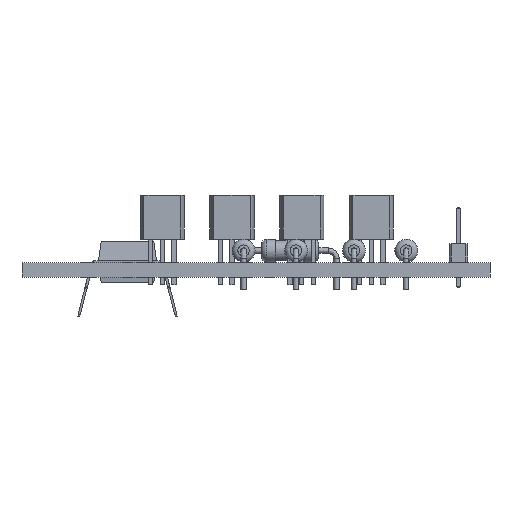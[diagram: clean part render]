
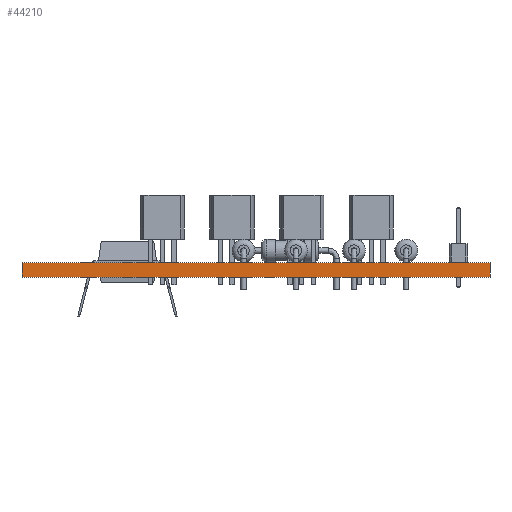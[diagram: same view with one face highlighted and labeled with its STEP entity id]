
A CAD part, front view. The second image highlights one B-rep face of the part: STEP entity #44210.
In plain terms, the highlighted planar face has unit normal (0, -1, 0).
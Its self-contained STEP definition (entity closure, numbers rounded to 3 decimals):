
#44094 = EDGE_CURVE('',#44095,#44097,#44099,.T.);
#44095 = VERTEX_POINT('',#44096);
#44096 = CARTESIAN_POINT('',(-25.588,-48.05,0.));
#44097 = VERTEX_POINT('',#44098);
#44098 = CARTESIAN_POINT('',(-25.588,-48.05,1.6));
#44099 = SURFACE_CURVE('',#44100,(#44104,#44116),.PCURVE_S1.);
#44100 = LINE('',#44101,#44102);
#44101 = CARTESIAN_POINT('',(-25.588,-48.05,0.));
#44102 = VECTOR('',#44103,1.);
#44103 = DIRECTION('',(0.,0.,1.));
#44104 = PCURVE('',#44105,#44110);
#44105 = PLANE('',#44106);
#44106 = AXIS2_PLACEMENT_3D('',#44107,#44108,#44109);
#44107 = CARTESIAN_POINT('',(-25.588,-48.05,0.));
#44108 = DIRECTION('',(-1.,0.,0.));
#44109 = DIRECTION('',(0.,1.,0.));
#44110 = DEFINITIONAL_REPRESENTATION('',(#44111),#44115);
#44111 = LINE('',#44112,#44113);
#44112 = CARTESIAN_POINT('',(0.,0.));
#44113 = VECTOR('',#44114,1.);
#44114 = DIRECTION('',(0.,-1.));
#44115 = ( GEOMETRIC_REPRESENTATION_CONTEXT(2) 
PARAMETRIC_REPRESENTATION_CONTEXT() REPRESENTATION_CONTEXT('2D SPACE',''
  ) );
#44116 = PCURVE('',#44117,#44122);
#44117 = PLANE('',#44118);
#44118 = AXIS2_PLACEMENT_3D('',#44119,#44120,#44121);
#44119 = CARTESIAN_POINT('',(25.588,-48.05,0.));
#44120 = DIRECTION('',(0.,-1.,0.));
#44121 = DIRECTION('',(-1.,0.,0.));
#44122 = DEFINITIONAL_REPRESENTATION('',(#44123),#44127);
#44123 = LINE('',#44124,#44125);
#44124 = CARTESIAN_POINT('',(51.175,0.));
#44125 = VECTOR('',#44126,1.);
#44126 = DIRECTION('',(0.,-1.));
#44127 = ( GEOMETRIC_REPRESENTATION_CONTEXT(2) 
PARAMETRIC_REPRESENTATION_CONTEXT() REPRESENTATION_CONTEXT('2D SPACE',''
  ) );
#44145 = PLANE('',#44146);
#44146 = AXIS2_PLACEMENT_3D('',#44147,#44148,#44149);
#44147 = CARTESIAN_POINT('',(0.,0.,1.6));
#44148 = DIRECTION('',(-0.,-0.,-1.));
#44149 = DIRECTION('',(-1.,0.,0.));
#44199 = PLANE('',#44200);
#44200 = AXIS2_PLACEMENT_3D('',#44201,#44202,#44203);
#44201 = CARTESIAN_POINT('',(0.,0.,0.));
#44202 = DIRECTION('',(-0.,-0.,-1.));
#44203 = DIRECTION('',(-1.,0.,0.));
#44210 = ADVANCED_FACE('',(#44211),#44117,.T.);
#44211 = FACE_BOUND('',#44212,.T.);
#44212 = EDGE_LOOP('',(#44213,#44243,#44264,#44265));
#44213 = ORIENTED_EDGE('',*,*,#44214,.T.);
#44214 = EDGE_CURVE('',#44215,#44217,#44219,.T.);
#44215 = VERTEX_POINT('',#44216);
#44216 = CARTESIAN_POINT('',(25.588,-48.05,0.));
#44217 = VERTEX_POINT('',#44218);
#44218 = CARTESIAN_POINT('',(25.588,-48.05,1.6));
#44219 = SURFACE_CURVE('',#44220,(#44224,#44231),.PCURVE_S1.);
#44220 = LINE('',#44221,#44222);
#44221 = CARTESIAN_POINT('',(25.588,-48.05,0.));
#44222 = VECTOR('',#44223,1.);
#44223 = DIRECTION('',(0.,0.,1.));
#44224 = PCURVE('',#44117,#44225);
#44225 = DEFINITIONAL_REPRESENTATION('',(#44226),#44230);
#44226 = LINE('',#44227,#44228);
#44227 = CARTESIAN_POINT('',(0.,-0.));
#44228 = VECTOR('',#44229,1.);
#44229 = DIRECTION('',(0.,-1.));
#44230 = ( GEOMETRIC_REPRESENTATION_CONTEXT(2) 
PARAMETRIC_REPRESENTATION_CONTEXT() REPRESENTATION_CONTEXT('2D SPACE',''
  ) );
#44231 = PCURVE('',#44232,#44237);
#44232 = PLANE('',#44233);
#44233 = AXIS2_PLACEMENT_3D('',#44234,#44235,#44236);
#44234 = CARTESIAN_POINT('',(25.588,48.05,0.));
#44235 = DIRECTION('',(1.,0.,-0.));
#44236 = DIRECTION('',(0.,-1.,0.));
#44237 = DEFINITIONAL_REPRESENTATION('',(#44238),#44242);
#44238 = LINE('',#44239,#44240);
#44239 = CARTESIAN_POINT('',(96.1,0.));
#44240 = VECTOR('',#44241,1.);
#44241 = DIRECTION('',(0.,-1.));
#44242 = ( GEOMETRIC_REPRESENTATION_CONTEXT(2) 
PARAMETRIC_REPRESENTATION_CONTEXT() REPRESENTATION_CONTEXT('2D SPACE',''
  ) );
#44243 = ORIENTED_EDGE('',*,*,#44244,.T.);
#44244 = EDGE_CURVE('',#44217,#44097,#44245,.T.);
#44245 = SURFACE_CURVE('',#44246,(#44250,#44257),.PCURVE_S1.);
#44246 = LINE('',#44247,#44248);
#44247 = CARTESIAN_POINT('',(25.588,-48.05,1.6));
#44248 = VECTOR('',#44249,1.);
#44249 = DIRECTION('',(-1.,0.,0.));
#44250 = PCURVE('',#44117,#44251);
#44251 = DEFINITIONAL_REPRESENTATION('',(#44252),#44256);
#44252 = LINE('',#44253,#44254);
#44253 = CARTESIAN_POINT('',(0.,-1.6));
#44254 = VECTOR('',#44255,1.);
#44255 = DIRECTION('',(1.,0.));
#44256 = ( GEOMETRIC_REPRESENTATION_CONTEXT(2) 
PARAMETRIC_REPRESENTATION_CONTEXT() REPRESENTATION_CONTEXT('2D SPACE',''
  ) );
#44257 = PCURVE('',#44145,#44258);
#44258 = DEFINITIONAL_REPRESENTATION('',(#44259),#44263);
#44259 = LINE('',#44260,#44261);
#44260 = CARTESIAN_POINT('',(-25.588,-48.05));
#44261 = VECTOR('',#44262,1.);
#44262 = DIRECTION('',(1.,0.));
#44263 = ( GEOMETRIC_REPRESENTATION_CONTEXT(2) 
PARAMETRIC_REPRESENTATION_CONTEXT() REPRESENTATION_CONTEXT('2D SPACE',''
  ) );
#44264 = ORIENTED_EDGE('',*,*,#44094,.F.);
#44265 = ORIENTED_EDGE('',*,*,#44266,.F.);
#44266 = EDGE_CURVE('',#44215,#44095,#44267,.T.);
#44267 = SURFACE_CURVE('',#44268,(#44272,#44279),.PCURVE_S1.);
#44268 = LINE('',#44269,#44270);
#44269 = CARTESIAN_POINT('',(25.588,-48.05,0.));
#44270 = VECTOR('',#44271,1.);
#44271 = DIRECTION('',(-1.,0.,0.));
#44272 = PCURVE('',#44117,#44273);
#44273 = DEFINITIONAL_REPRESENTATION('',(#44274),#44278);
#44274 = LINE('',#44275,#44276);
#44275 = CARTESIAN_POINT('',(0.,-0.));
#44276 = VECTOR('',#44277,1.);
#44277 = DIRECTION('',(1.,0.));
#44278 = ( GEOMETRIC_REPRESENTATION_CONTEXT(2) 
PARAMETRIC_REPRESENTATION_CONTEXT() REPRESENTATION_CONTEXT('2D SPACE',''
  ) );
#44279 = PCURVE('',#44199,#44280);
#44280 = DEFINITIONAL_REPRESENTATION('',(#44281),#44285);
#44281 = LINE('',#44282,#44283);
#44282 = CARTESIAN_POINT('',(-25.588,-48.05));
#44283 = VECTOR('',#44284,1.);
#44284 = DIRECTION('',(1.,0.));
#44285 = ( GEOMETRIC_REPRESENTATION_CONTEXT(2) 
PARAMETRIC_REPRESENTATION_CONTEXT() REPRESENTATION_CONTEXT('2D SPACE',''
  ) );
